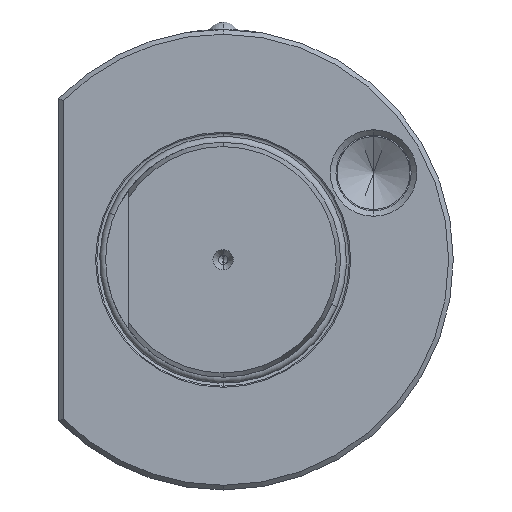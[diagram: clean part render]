
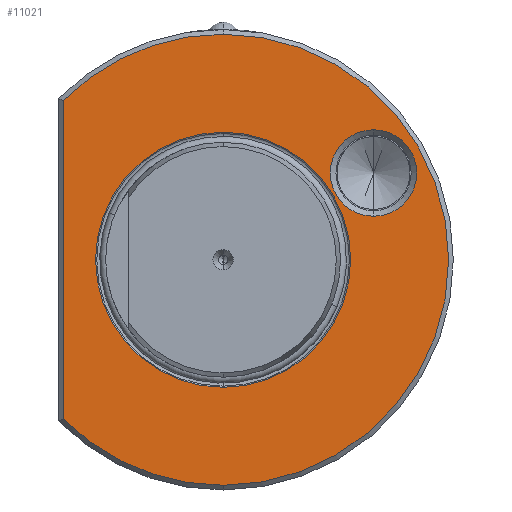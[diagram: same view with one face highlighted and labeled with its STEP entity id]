
A CAD part, left-side view. The second image highlights one B-rep face of the part: STEP entity #11021.
In plain terms, the highlighted planar face has unit normal (-1, 0, 0).
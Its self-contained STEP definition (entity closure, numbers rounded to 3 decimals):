
#22 = AXIS2_PLACEMENT_3D ( 'NONE', #67599, #67635, #67624 ) ;
#45 = AXIS2_PLACEMENT_3D ( 'NONE', #4243, #4222, #4248 ) ;
#46 = AXIS2_PLACEMENT_3D ( 'NONE', #2640, #2642, #2660 ) ;
#51 = AXIS2_PLACEMENT_3D ( 'NONE', #2789, #2754, #2770 ) ;
#115 = AXIS2_PLACEMENT_3D ( 'NONE', #57225, #57226, #57176 ) ;
#258 = AXIS2_PLACEMENT_3D ( 'NONE', #62227, #62194, #62258 ) ;
#272 = AXIS2_PLACEMENT_3D ( 'NONE', #61910, #61933, #61943 ) ;
#2640 = CARTESIAN_POINT ( 'NONE',  ( 2., 0., 0. ) ) ;
#2642 = DIRECTION ( 'NONE',  ( 1., 0., 0. ) ) ;
#2660 = DIRECTION ( 'NONE',  ( 0., 0., -1. ) ) ;
#2754 = DIRECTION ( 'NONE',  ( 1., 0., 0. ) ) ;
#2770 = DIRECTION ( 'NONE',  ( 0., 0., -1. ) ) ;
#2789 = CARTESIAN_POINT ( 'NONE',  ( 2., 0., 0. ) ) ;
#4222 = DIRECTION ( 'NONE',  ( 1., 0., 0. ) ) ;
#4243 = CARTESIAN_POINT ( 'NONE',  ( 2., 0., 0. ) ) ;
#4248 = DIRECTION ( 'NONE',  ( 0., 0., -1. ) ) ;
#11021 = ADVANCED_FACE ( 'NONE', ( #48113, #48051, #48111 ), #64054, .F. ) ;
#11694 = CARTESIAN_POINT ( 'NONE',  ( 2., -32.01, 27.66 ) ) ;
#11815 = CARTESIAN_POINT ( 'NONE',  ( 2., 0., -27.15 ) ) ;
#11842 = CARTESIAN_POINT ( 'NONE',  ( 2., -32.01, 9.26 ) ) ;
#11881 = CARTESIAN_POINT ( 'NONE',  ( 2., 34., 33.882 ) ) ;
#11949 = CARTESIAN_POINT ( 'NONE',  ( 2., 0., 27.15 ) ) ;
#12026 = CARTESIAN_POINT ( 'NONE',  ( 2., 0., -48. ) ) ;
#12064 = CARTESIAN_POINT ( 'NONE',  ( 2., 0., 48. ) ) ;
#12535 = CARTESIAN_POINT ( 'NONE',  ( 2., 34., -33.882 ) ) ;
#16563 = CIRCLE ( 'NONE', #22, 48. ) ;
#16635 = CIRCLE ( 'NONE', #46, 27.15 ) ;
#16661 = CIRCLE ( 'NONE', #45, 48. ) ;
#16721 = CIRCLE ( 'NONE', #51, 48. ) ;
#17700 = VECTOR ( 'NONE', #57164, 1000. ) ;
#17829 = LINE ( 'NONE', #57207, #17700 ) ;
#18093 = CIRCLE ( 'NONE', #115, 9.2 ) ;
#28733 = CIRCLE ( 'NONE', #272, 9.2 ) ;
#28940 = CIRCLE ( 'NONE', #258, 27.15 ) ;
#40274 = VERTEX_POINT ( 'NONE', #11694 ) ;
#40350 = VERTEX_POINT ( 'NONE', #11815 ) ;
#40357 = VERTEX_POINT ( 'NONE', #11842 ) ;
#40396 = VERTEX_POINT ( 'NONE', #11881 ) ;
#40425 = VERTEX_POINT ( 'NONE', #11949 ) ;
#40439 = VERTEX_POINT ( 'NONE', #12064 ) ;
#40468 = VERTEX_POINT ( 'NONE', #12026 ) ;
#41621 = VERTEX_POINT ( 'NONE', #12535 ) ;
#43790 = AXIS2_PLACEMENT_3D ( 'NONE', #64061, #64023, #64055 ) ;
#47969 = EDGE_CURVE ( 'NONE', #40439, #40468, #16563, .T. ) ;
#48051 = FACE_BOUND ( 'NONE', #49522, .T. ) ;
#48052 = EDGE_CURVE ( 'NONE', #40396, #40439, #16661, .T. ) ;
#48111 = FACE_OUTER_BOUND ( 'NONE', #49529, .T. ) ;
#48113 = FACE_BOUND ( 'NONE', #49472, .T. ) ;
#48140 = EDGE_CURVE ( 'NONE', #40350, #40425, #16635, .T. ) ;
#48147 = EDGE_CURVE ( 'NONE', #40468, #41621, #16721, .T. ) ;
#48293 = EDGE_CURVE ( 'NONE', #40396, #41621, #17829, .T. ) ;
#48301 = EDGE_CURVE ( 'NONE', #40357, #40274, #18093, .T. ) ;
#49472 = EDGE_LOOP ( 'NONE', ( #67493, #67639 ) ) ;
#49522 = EDGE_LOOP ( 'NONE', ( #67724, #67555 ) ) ;
#49529 = EDGE_LOOP ( 'NONE', ( #67753, #67558, #52774, #67717 ) ) ;
#52505 = EDGE_CURVE ( 'NONE', #40274, #40357, #28733, .T. ) ;
#52559 = EDGE_CURVE ( 'NONE', #40425, #40350, #28940, .T. ) ;
#52774 = ORIENTED_EDGE ( 'NONE', *, *, #48147, .F. ) ;
#57164 = DIRECTION ( 'NONE',  ( 0., 0., -1. ) ) ;
#57176 = DIRECTION ( 'NONE',  ( 0., 0., -1. ) ) ;
#57207 = CARTESIAN_POINT ( 'NONE',  ( 2., 34., -32.848 ) ) ;
#57225 = CARTESIAN_POINT ( 'NONE',  ( 2., -32.01, 18.46 ) ) ;
#57226 = DIRECTION ( 'NONE',  ( 1., 0., 0. ) ) ;
#61910 = CARTESIAN_POINT ( 'NONE',  ( 2., -32.01, 18.46 ) ) ;
#61933 = DIRECTION ( 'NONE',  ( 1., 0., 0. ) ) ;
#61943 = DIRECTION ( 'NONE',  ( 0., 0., -1. ) ) ;
#62194 = DIRECTION ( 'NONE',  ( 1., 0., 0. ) ) ;
#62227 = CARTESIAN_POINT ( 'NONE',  ( 2., 0., 0. ) ) ;
#62258 = DIRECTION ( 'NONE',  ( 0., 0., -1. ) ) ;
#64023 = DIRECTION ( 'NONE',  ( 1., 0., 0. ) ) ;
#64054 = PLANE ( 'NONE',  #43790 ) ;
#64055 = DIRECTION ( 'NONE',  ( 0., 0., -1. ) ) ;
#64061 = CARTESIAN_POINT ( 'NONE',  ( 2., 25., 0. ) ) ;
#67493 = ORIENTED_EDGE ( 'NONE', *, *, #52559, .T. ) ;
#67555 = ORIENTED_EDGE ( 'NONE', *, *, #48301, .T. ) ;
#67558 = ORIENTED_EDGE ( 'NONE', *, *, #48293, .T. ) ;
#67599 = CARTESIAN_POINT ( 'NONE',  ( 2., 0., 0. ) ) ;
#67624 = DIRECTION ( 'NONE',  ( 0., 0., -1. ) ) ;
#67635 = DIRECTION ( 'NONE',  ( 1., 0., 0. ) ) ;
#67639 = ORIENTED_EDGE ( 'NONE', *, *, #48140, .T. ) ;
#67717 = ORIENTED_EDGE ( 'NONE', *, *, #47969, .F. ) ;
#67724 = ORIENTED_EDGE ( 'NONE', *, *, #52505, .T. ) ;
#67753 = ORIENTED_EDGE ( 'NONE', *, *, #48052, .F. ) ;
